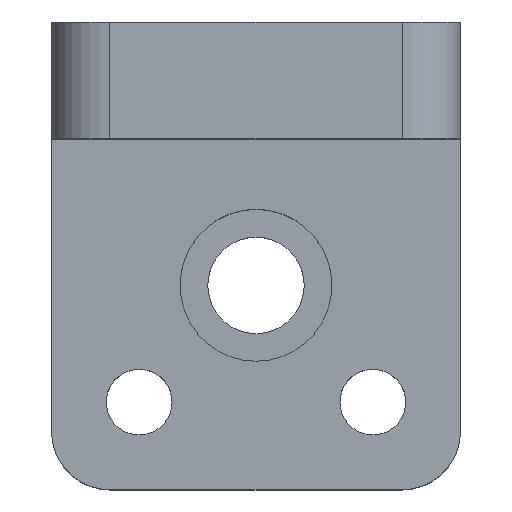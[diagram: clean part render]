
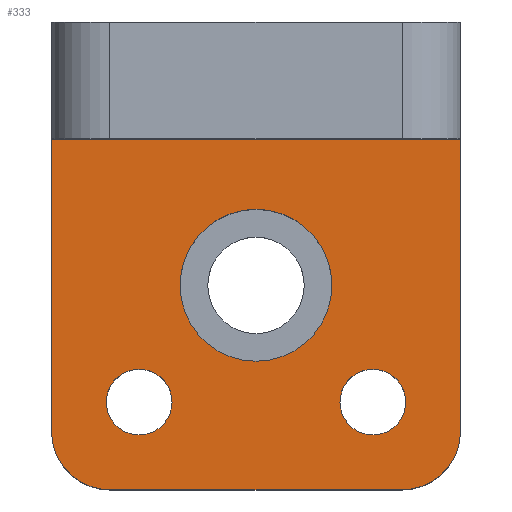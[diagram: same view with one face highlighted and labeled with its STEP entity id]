
A CAD part, top view. The second image highlights one B-rep face of the part: STEP entity #333.
In plain terms, the highlighted planar face has unit normal (0, 0, 1).
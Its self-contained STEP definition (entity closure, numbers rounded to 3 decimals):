
#17=FACE_BOUND('',#68,.T.);
#18=FACE_BOUND('',#69,.T.);
#19=FACE_BOUND('',#70,.T.);
#34=PLANE('',#368);
#46=FACE_OUTER_BOUND('',#67,.T.);
#67=EDGE_LOOP('',(#258,#259,#260,#261,#262,#263));
#68=EDGE_LOOP('',(#264));
#69=EDGE_LOOP('',(#265));
#70=EDGE_LOOP('',(#266));
#100=LINE('',#514,#122);
#107=LINE('',#539,#129);
#108=LINE('',#542,#130);
#109=LINE('',#543,#131);
#122=VECTOR('',#410,10.);
#129=VECTOR('',#435,10.);
#130=VECTOR('',#438,10.);
#131=VECTOR('',#439,10.);
#146=CIRCLE('',#366,4.);
#148=CIRCLE('',#369,4.);
#149=CIRCLE('',#370,5.2);
#150=CIRCLE('',#371,2.25);
#151=CIRCLE('',#372,2.25);
#166=VERTEX_POINT('',#511);
#167=VERTEX_POINT('',#513);
#172=VERTEX_POINT('',#529);
#173=VERTEX_POINT('',#530);
#176=VERTEX_POINT('',#538);
#177=VERTEX_POINT('',#540);
#178=VERTEX_POINT('',#544);
#179=VERTEX_POINT('',#546);
#180=VERTEX_POINT('',#548);
#199=EDGE_CURVE('',#167,#166,#100,.T.);
#207=EDGE_CURVE('',#172,#173,#146,.T.);
#211=EDGE_CURVE('',#172,#176,#107,.T.);
#212=EDGE_CURVE('',#177,#176,#148,.T.);
#213=EDGE_CURVE('',#177,#167,#108,.T.);
#214=EDGE_CURVE('',#166,#173,#109,.T.);
#215=EDGE_CURVE('',#178,#178,#149,.T.);
#216=EDGE_CURVE('',#179,#179,#150,.T.);
#217=EDGE_CURVE('',#180,#180,#151,.T.);
#258=ORIENTED_EDGE('',*,*,#207,.F.);
#259=ORIENTED_EDGE('',*,*,#211,.T.);
#260=ORIENTED_EDGE('',*,*,#212,.F.);
#261=ORIENTED_EDGE('',*,*,#213,.T.);
#262=ORIENTED_EDGE('',*,*,#199,.T.);
#263=ORIENTED_EDGE('',*,*,#214,.T.);
#264=ORIENTED_EDGE('',*,*,#215,.T.);
#265=ORIENTED_EDGE('',*,*,#216,.T.);
#266=ORIENTED_EDGE('',*,*,#217,.T.);
#333=ADVANCED_FACE('',(#46,#17,#18,#19),#34,.T.);
#366=AXIS2_PLACEMENT_3D('',#531,#427,#428);
#368=AXIS2_PLACEMENT_3D('',#537,#433,#434);
#369=AXIS2_PLACEMENT_3D('',#541,#436,#437);
#370=AXIS2_PLACEMENT_3D('',#545,#440,#441);
#371=AXIS2_PLACEMENT_3D('',#547,#442,#443);
#372=AXIS2_PLACEMENT_3D('',#549,#444,#445);
#410=DIRECTION('',(-1.,0.,0.));
#427=DIRECTION('center_axis',(0.,0.,-1.));
#428=DIRECTION('ref_axis',(-0.707,-0.707,0.));
#433=DIRECTION('center_axis',(0.,0.,1.));
#434=DIRECTION('ref_axis',(1.,0.,0.));
#435=DIRECTION('',(1.,0.,0.));
#436=DIRECTION('center_axis',(0.,0.,-1.));
#437=DIRECTION('ref_axis',(0.707,-0.707,0.));
#438=DIRECTION('',(0.,1.,0.));
#439=DIRECTION('',(0.,-1.,0.));
#440=DIRECTION('center_axis',(0.,0.,-1.));
#441=DIRECTION('ref_axis',(-1.,0.,0.));
#442=DIRECTION('center_axis',(0.,0.,-1.));
#443=DIRECTION('ref_axis',(-1.,0.,0.));
#444=DIRECTION('center_axis',(0.,0.,-1.));
#445=DIRECTION('ref_axis',(-1.,0.,0.));
#511=CARTESIAN_POINT('',(-14.,10.,10.));
#513=CARTESIAN_POINT('',(14.,10.,10.));
#514=CARTESIAN_POINT('',(-7.,10.,10.));
#529=CARTESIAN_POINT('',(-10.,-14.,10.));
#530=CARTESIAN_POINT('',(-14.,-10.,10.));
#531=CARTESIAN_POINT('Origin',(-10.,-10.,10.));
#537=CARTESIAN_POINT('Origin',(0.,2.,10.));
#538=CARTESIAN_POINT('',(10.,-14.,10.));
#539=CARTESIAN_POINT('',(-14.,-14.,10.));
#540=CARTESIAN_POINT('',(14.,-10.,10.));
#541=CARTESIAN_POINT('Origin',(10.,-10.,10.));
#542=CARTESIAN_POINT('',(14.,-14.,10.));
#543=CARTESIAN_POINT('',(-14.,18.,10.));
#544=CARTESIAN_POINT('',(5.2,0.,10.));
#545=CARTESIAN_POINT('Origin',(0.,0.,10.));
#546=CARTESIAN_POINT('',(10.25,-8.,10.));
#547=CARTESIAN_POINT('Origin',(8.,-8.,10.));
#548=CARTESIAN_POINT('',(-5.75,-8.,10.));
#549=CARTESIAN_POINT('Origin',(-8.,-8.,10.));
